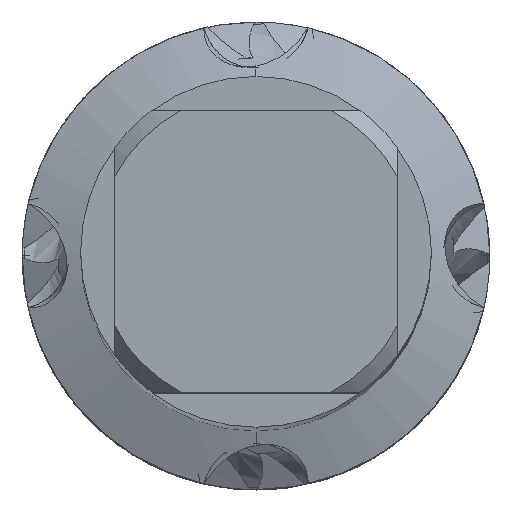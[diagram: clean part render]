
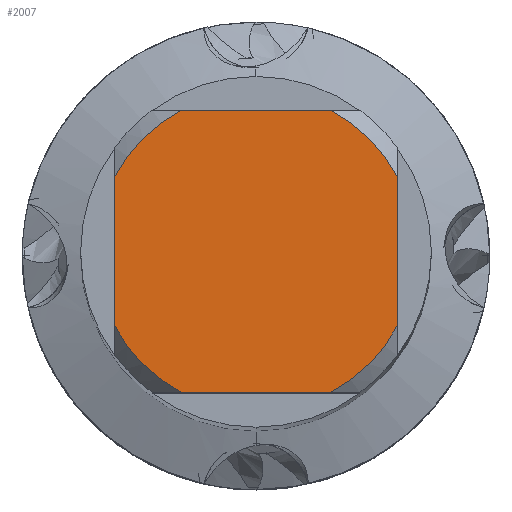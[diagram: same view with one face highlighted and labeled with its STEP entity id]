
A CAD part, top view. The second image highlights one B-rep face of the part: STEP entity #2007.
In plain terms, the highlighted planar face has unit normal (0, 0, 1).
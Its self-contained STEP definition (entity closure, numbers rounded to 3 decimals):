
#2007=ADVANCED_FACE('',(#5632),#5633,.T.);
#2013=EDGE_CURVE('',#4125,#2803,#5639,.T.);
#2141=EDGE_CURVE('',#2253,#2549,#5779,.T.);
#2253=VERTEX_POINT('',#5904);
#2549=VERTEX_POINT('',#6226);
#2607=EDGE_CURVE('',#2721,#4601,#6292,.T.);
#2609=EDGE_CURVE('',#2721,#2803,#6294,.T.);
#2721=VERTEX_POINT('',#6417);
#2755=EDGE_CURVE('',#4125,#2549,#6453,.T.);
#2803=VERTEX_POINT('',#6504);
#3023=EDGE_CURVE('',#2253,#3469,#6744,.T.);
#3165=EDGE_CURVE('',#3563,#3469,#6898,.T.);
#3469=VERTEX_POINT('',#7221);
#3563=VERTEX_POINT('',#7322);
#4125=VERTEX_POINT('',#7945);
#4267=EDGE_CURVE('',#3563,#4601,#8099,.T.);
#4601=VERTEX_POINT('',#8456);
#5632=FACE_OUTER_BOUND('',#10361,.T.);
#5633=PLANE('',#10362);
#5639=LINE('',#10369,#10370);
#5779=LINE('',#10744,#10745);
#5904=CARTESIAN_POINT('',(7.25,-3.831,0.0));
#6226=CARTESIAN_POINT('',(7.25,3.831,0.0));
#6292=LINE('',#13027,#13028);
#6294=CIRCLE('',#13031,8.2);
#6417=CARTESIAN_POINT('',(-7.25,3.831,0.0));
#6453=CIRCLE('',#13621,8.2);
#6504=CARTESIAN_POINT('',(-3.831,7.25,0.0));
#6744=CIRCLE('',#14496,8.2);
#6898=LINE('',#15121,#15122);
#7221=CARTESIAN_POINT('',(3.831,-7.25,0.0));
#7322=CARTESIAN_POINT('',(-3.831,-7.25,0.0));
#7945=CARTESIAN_POINT('',(3.831,7.25,0.0));
#8099=CIRCLE('',#20300,8.2);
#8456=CARTESIAN_POINT('',(-7.25,-3.831,0.0));
#10361=EDGE_LOOP('',(#25979,#25980,#25981,#25982,#25983,#25984,#25985,#25986));
#10362=AXIS2_PLACEMENT_3D('',#25987,#25988,#25989);
#10369=CARTESIAN_POINT('',(0.0,7.25,0.0));
#10370=VECTOR('',#25990,1.0);
#10744=CARTESIAN_POINT('',(7.25,2.05,0.0));
#10745=VECTOR('',#26136,1.0);
#13027=CARTESIAN_POINT('',(-7.25,2.05,0.0));
#13028=VECTOR('',#26663,1.0);
#13031=AXIS2_PLACEMENT_3D('',#26664,#26665,#26666);
#13621=AXIS2_PLACEMENT_3D('',#26821,#26822,#26823);
#14496=AXIS2_PLACEMENT_3D('',#27085,#27086,#27087);
#15121=CARTESIAN_POINT('',(0.0,-7.25,0.0));
#15122=VECTOR('',#27237,1.0);
#20300=AXIS2_PLACEMENT_3D('',#28501,#28502,#28503);
#25979=ORIENTED_EDGE('',*,*,#2607,.T.);
#25980=ORIENTED_EDGE('',*,*,#4267,.F.);
#25981=ORIENTED_EDGE('',*,*,#3165,.T.);
#25982=ORIENTED_EDGE('',*,*,#3023,.F.);
#25983=ORIENTED_EDGE('',*,*,#2141,.T.);
#25984=ORIENTED_EDGE('',*,*,#2755,.F.);
#25985=ORIENTED_EDGE('',*,*,#2013,.T.);
#25986=ORIENTED_EDGE('',*,*,#2609,.F.);
#25987=CARTESIAN_POINT('',(0.0,4.1,0.0));
#25988=DIRECTION('',(-0.0,0.0,1.0));
#25989=DIRECTION('',(0.0,-1.0,0.0));
#25990=DIRECTION('',(-1.0,0.0,0.0));
#26136=DIRECTION('',(-0.0,1.0,0.0));
#26663=DIRECTION('',(-0.0,-1.0,0.0));
#26664=CARTESIAN_POINT('',(0.0,0.0,0.0));
#26665=DIRECTION('',(0.0,0.0,-1.0));
#26666=DIRECTION('',(0.0,1.0,0.0));
#26821=CARTESIAN_POINT('',(0.0,0.0,0.0));
#26822=DIRECTION('',(0.0,0.0,-1.0));
#26823=DIRECTION('',(0.0,1.0,0.0));
#27085=CARTESIAN_POINT('',(0.0,0.0,0.0));
#27086=DIRECTION('',(0.0,0.0,-1.0));
#27087=DIRECTION('',(0.0,1.0,0.0));
#27237=DIRECTION('',(1.0,0.0,0.0));
#28501=CARTESIAN_POINT('',(0.0,0.0,0.0));
#28502=DIRECTION('',(0.0,0.0,-1.0));
#28503=DIRECTION('',(0.0,1.0,0.0));
